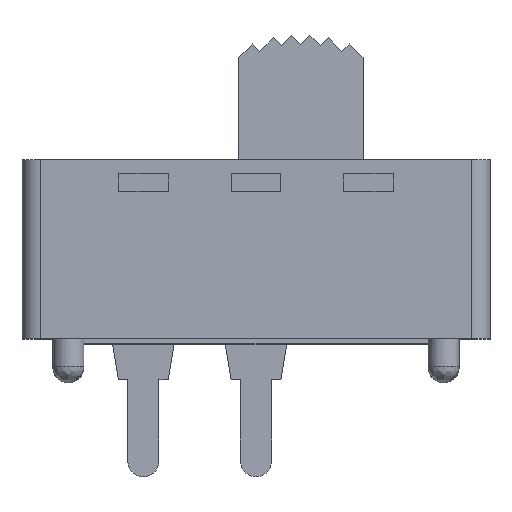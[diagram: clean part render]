
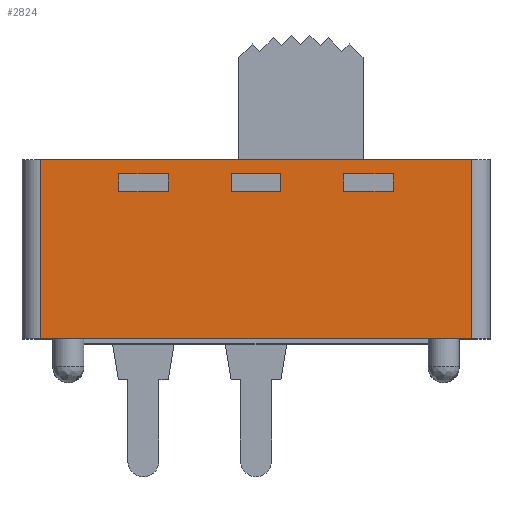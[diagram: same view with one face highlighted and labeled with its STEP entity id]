
A CAD part, top view. The second image highlights one B-rep face of the part: STEP entity #2824.
In plain terms, the highlighted planar face has unit normal (0, 0, 1).
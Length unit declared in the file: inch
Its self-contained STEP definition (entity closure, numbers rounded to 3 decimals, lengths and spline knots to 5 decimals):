
#22 = VECTOR ( 'NONE', #3266, 39.37008 ) ;
#121 = VECTOR ( 'NONE', #3742, 39.37008 ) ;
#144 = EDGE_CURVE ( 'NONE', #1817, #2518, #785, .T. ) ;
#187 = VECTOR ( 'NONE', #2335, 39.37008 ) ;
#200 = DIRECTION ( 'NONE',  ( 1., 0., 0. ) ) ;
#247 = VERTEX_POINT ( 'NONE', #2635 ) ;
#259 = VERTEX_POINT ( 'NONE', #3534 ) ;
#273 = DIRECTION ( 'NONE',  ( 0., -1., 0. ) ) ;
#284 = VERTEX_POINT ( 'NONE', #3652 ) ;
#362 = CARTESIAN_POINT ( 'NONE',  ( 0.346, 0.288, 0.2125 ) ) ;
#371 = VERTEX_POINT ( 'NONE', #2350 ) ;
#381 = CARTESIAN_POINT ( 'NONE',  ( -0.14105, 0.23707, 0.2125 ) ) ;
#435 = CARTESIAN_POINT ( 'NONE',  ( 0.346, 0.288, 0.2125 ) ) ;
#455 = CARTESIAN_POINT ( 'NONE',  ( 0.14105, 0.23707, 0.2125 ) ) ;
#472 = LINE ( 'NONE', #455, #22 ) ;
#520 = ORIENTED_EDGE ( 'NONE', *, *, #144, .T. ) ;
#531 = EDGE_CURVE ( 'NONE', #1272, #4048, #746, .T. ) ;
#535 = DIRECTION ( 'NONE',  ( 0., 1., 0. ) ) ;
#555 = ORIENTED_EDGE ( 'NONE', *, *, #2234, .F. ) ;
#575 = LINE ( 'NONE', #3521, #624 ) ;
#580 = VECTOR ( 'NONE', #3531, 39.37008 ) ;
#582 = EDGE_LOOP ( 'NONE', ( #2144, #2015, #1621, #4020 ) ) ;
#624 = VECTOR ( 'NONE', #1696, 39.37008 ) ;
#644 = CARTESIAN_POINT ( 'NONE',  ( -0.22035, 0.2651, 0.2125 ) ) ;
#686 = LINE ( 'NONE', #1927, #1035 ) ;
#704 = VERTEX_POINT ( 'NONE', #3511 ) ;
#712 = FACE_OUTER_BOUND ( 'NONE', #3894, .T. ) ;
#746 = LINE ( 'NONE', #1773, #3952 ) ;
#785 = LINE ( 'NONE', #362, #580 ) ;
#812 = EDGE_CURVE ( 'NONE', #4048, #259, #1437, .T. ) ;
#840 = CARTESIAN_POINT ( 'NONE',  ( -0.22035, 0.23707, 0.2125 ) ) ;
#843 = VECTOR ( 'NONE', #2996, 39.37008 ) ;
#873 = EDGE_LOOP ( 'NONE', ( #1674, #2030, #2262, #897 ) ) ;
#877 = VECTOR ( 'NONE', #3308, 39.37008 ) ;
#896 = EDGE_CURVE ( 'NONE', #247, #2518, #2950, .T. ) ;
#897 = ORIENTED_EDGE ( 'NONE', *, *, #2446, .F. ) ;
#929 = VECTOR ( 'NONE', #4023, 39.37008 ) ;
#1021 = CARTESIAN_POINT ( 'NONE',  ( 0.22035, 0.2651, 0.2125 ) ) ;
#1035 = VECTOR ( 'NONE', #2499, 39.37008 ) ;
#1116 = CARTESIAN_POINT ( 'NONE',  ( -0.14105, 0.2651, 0.2125 ) ) ;
#1144 = CARTESIAN_POINT ( 'NONE',  ( 0.376, 0., 0.2125 ) ) ;
#1155 = CARTESIAN_POINT ( 'NONE',  ( 0.376, 0.288, 0.2125 ) ) ;
#1197 = VECTOR ( 'NONE', #200, 39.37008 ) ;
#1226 = EDGE_LOOP ( 'NONE', ( #1783, #3661, #4046, #555 ) ) ;
#1265 = CARTESIAN_POINT ( 'NONE',  ( -0.03965, 0.2651, 0.2125 ) ) ;
#1272 = VERTEX_POINT ( 'NONE', #2860 ) ;
#1355 = VECTOR ( 'NONE', #273, 39.37008 ) ;
#1437 = LINE ( 'NONE', #3555, #187 ) ;
#1523 = EDGE_CURVE ( 'NONE', #371, #1817, #1675, .T. ) ;
#1607 = VECTOR ( 'NONE', #1936, 39.37008 ) ;
#1621 = ORIENTED_EDGE ( 'NONE', *, *, #3659, .F. ) ;
#1674 = ORIENTED_EDGE ( 'NONE', *, *, #3609, .F. ) ;
#1675 = LINE ( 'NONE', #1144, #843 ) ;
#1693 = CARTESIAN_POINT ( 'NONE',  ( 0.376, 0.288, 0.2125 ) ) ;
#1696 = DIRECTION ( 'NONE',  ( -1., 0., 0. ) ) ;
#1730 = VERTEX_POINT ( 'NONE', #4006 ) ;
#1773 = CARTESIAN_POINT ( 'NONE',  ( 0.22035, 0.2651, 0.2125 ) ) ;
#1783 = ORIENTED_EDGE ( 'NONE', *, *, #2031, .F. ) ;
#1814 = EDGE_CURVE ( 'NONE', #247, #371, #686, .T. ) ;
#1817 = VERTEX_POINT ( 'NONE', #2834 ) ;
#1897 = LINE ( 'NONE', #2846, #121 ) ;
#1927 = CARTESIAN_POINT ( 'NONE',  ( -0.346, 0.288, 0.2125 ) ) ;
#1936 = DIRECTION ( 'NONE',  ( 0., 1., 0. ) ) ;
#1971 = VERTEX_POINT ( 'NONE', #3274 ) ;
#1976 = DIRECTION ( 'NONE',  ( -1., 0., 0. ) ) ;
#2015 = ORIENTED_EDGE ( 'NONE', *, *, #3862, .F. ) ;
#2030 = ORIENTED_EDGE ( 'NONE', *, *, #2347, .F. ) ;
#2031 = EDGE_CURVE ( 'NONE', #1730, #1971, #2508, .T. ) ;
#2103 = VERTEX_POINT ( 'NONE', #1116 ) ;
#2108 = LINE ( 'NONE', #3321, #877 ) ;
#2144 = ORIENTED_EDGE ( 'NONE', *, *, #531, .F. ) ;
#2145 = LINE ( 'NONE', #2898, #2241 ) ;
#2181 = VERTEX_POINT ( 'NONE', #3407 ) ;
#2234 = EDGE_CURVE ( 'NONE', #1971, #2181, #1897, .T. ) ;
#2241 = VECTOR ( 'NONE', #1976, 39.37008 ) ;
#2243 = CARTESIAN_POINT ( 'NONE',  ( 0.14105, 0.23707, 0.2125 ) ) ;
#2262 = ORIENTED_EDGE ( 'NONE', *, *, #3504, .F. ) ;
#2297 = DIRECTION ( 'NONE',  ( 0., 0., -1. ) ) ;
#2335 = DIRECTION ( 'NONE',  ( -1., 0., 0. ) ) ;
#2347 = EDGE_CURVE ( 'NONE', #284, #2981, #2486, .T. ) ;
#2350 = CARTESIAN_POINT ( 'NONE',  ( -0.346, 0., 0.2125 ) ) ;
#2396 = VECTOR ( 'NONE', #3146, 39.37008 ) ;
#2418 = VECTOR ( 'NONE', #3885, 39.37008 ) ;
#2446 = EDGE_CURVE ( 'NONE', #704, #2103, #2729, .T. ) ;
#2452 = VERTEX_POINT ( 'NONE', #2243 ) ;
#2486 = LINE ( 'NONE', #644, #2396 ) ;
#2499 = DIRECTION ( 'NONE',  ( 0., -1., 0. ) ) ;
#2508 = LINE ( 'NONE', #3872, #2418 ) ;
#2518 = VERTEX_POINT ( 'NONE', #435 ) ;
#2635 = CARTESIAN_POINT ( 'NONE',  ( -0.346, 0.288, 0.2125 ) ) ;
#2668 = ORIENTED_EDGE ( 'NONE', *, *, #1523, .T. ) ;
#2670 = FACE_BOUND ( 'NONE', #1226, .T. ) ;
#2729 = LINE ( 'NONE', #381, #1607 ) ;
#2824 = ADVANCED_FACE ( 'NONE', ( #3299, #2670, #3255, #712 ), #3544, .F. ) ;
#2834 = CARTESIAN_POINT ( 'NONE',  ( 0.346, 0., 0.2125 ) ) ;
#2846 = CARTESIAN_POINT ( 'NONE',  ( 0.03965, 0.23707, 0.2125 ) ) ;
#2851 = EDGE_CURVE ( 'NONE', #2181, #3828, #2145, .T. ) ;
#2860 = CARTESIAN_POINT ( 'NONE',  ( 0.22035, 0.23707, 0.2125 ) ) ;
#2898 = CARTESIAN_POINT ( 'NONE',  ( 0.03965, 0.2651, 0.2125 ) ) ;
#2950 = LINE ( 'NONE', #1155, #1197 ) ;
#2981 = VERTEX_POINT ( 'NONE', #840 ) ;
#2996 = DIRECTION ( 'NONE',  ( 1., 0., 0. ) ) ;
#3121 = CARTESIAN_POINT ( 'NONE',  ( -0.03965, 0.23707, 0.2125 ) ) ;
#3146 = DIRECTION ( 'NONE',  ( 0., -1., 0. ) ) ;
#3208 = EDGE_CURVE ( 'NONE', #3828, #1730, #3823, .T. ) ;
#3255 = FACE_BOUND ( 'NONE', #582, .T. ) ;
#3266 = DIRECTION ( 'NONE',  ( 0., -1., 0. ) ) ;
#3274 = CARTESIAN_POINT ( 'NONE',  ( 0.03965, 0.23707, 0.2125 ) ) ;
#3299 = FACE_BOUND ( 'NONE', #873, .T. ) ;
#3308 = DIRECTION ( 'NONE',  ( 1., 0., 0. ) ) ;
#3319 = ORIENTED_EDGE ( 'NONE', *, *, #896, .F. ) ;
#3321 = CARTESIAN_POINT ( 'NONE',  ( -0.22035, 0.23707, 0.2125 ) ) ;
#3407 = CARTESIAN_POINT ( 'NONE',  ( 0.03965, 0.2651, 0.2125 ) ) ;
#3504 = EDGE_CURVE ( 'NONE', #2103, #284, #575, .T. ) ;
#3511 = CARTESIAN_POINT ( 'NONE',  ( -0.14105, 0.23707, 0.2125 ) ) ;
#3521 = CARTESIAN_POINT ( 'NONE',  ( -0.14105, 0.2651, 0.2125 ) ) ;
#3531 = DIRECTION ( 'NONE',  ( 0., 1., 0. ) ) ;
#3534 = CARTESIAN_POINT ( 'NONE',  ( 0.14105, 0.2651, 0.2125 ) ) ;
#3544 = PLANE ( 'NONE',  #3799 ) ;
#3555 = CARTESIAN_POINT ( 'NONE',  ( 0.14105, 0.2651, 0.2125 ) ) ;
#3556 = LINE ( 'NONE', #3739, #929 ) ;
#3609 = EDGE_CURVE ( 'NONE', #2981, #704, #2108, .T. ) ;
#3652 = CARTESIAN_POINT ( 'NONE',  ( -0.22035, 0.2651, 0.2125 ) ) ;
#3659 = EDGE_CURVE ( 'NONE', #259, #2452, #472, .T. ) ;
#3661 = ORIENTED_EDGE ( 'NONE', *, *, #3208, .F. ) ;
#3739 = CARTESIAN_POINT ( 'NONE',  ( 0.22035, 0.23707, 0.2125 ) ) ;
#3742 = DIRECTION ( 'NONE',  ( 0., 1., 0. ) ) ;
#3771 = ORIENTED_EDGE ( 'NONE', *, *, #1814, .T. ) ;
#3799 = AXIS2_PLACEMENT_3D ( 'NONE', #1693, #2297, #3847 ) ;
#3823 = LINE ( 'NONE', #3121, #1355 ) ;
#3828 = VERTEX_POINT ( 'NONE', #1265 ) ;
#3847 = DIRECTION ( 'NONE',  ( -1., 0., 0. ) ) ;
#3862 = EDGE_CURVE ( 'NONE', #2452, #1272, #3556, .T. ) ;
#3872 = CARTESIAN_POINT ( 'NONE',  ( 0.03965, 0.23707, 0.2125 ) ) ;
#3885 = DIRECTION ( 'NONE',  ( 1., 0., 0. ) ) ;
#3894 = EDGE_LOOP ( 'NONE', ( #2668, #520, #3319, #3771 ) ) ;
#3952 = VECTOR ( 'NONE', #535, 39.37008 ) ;
#4006 = CARTESIAN_POINT ( 'NONE',  ( -0.03965, 0.23707, 0.2125 ) ) ;
#4020 = ORIENTED_EDGE ( 'NONE', *, *, #812, .F. ) ;
#4023 = DIRECTION ( 'NONE',  ( 1., 0., 0. ) ) ;
#4046 = ORIENTED_EDGE ( 'NONE', *, *, #2851, .F. ) ;
#4048 = VERTEX_POINT ( 'NONE', #1021 ) ;
